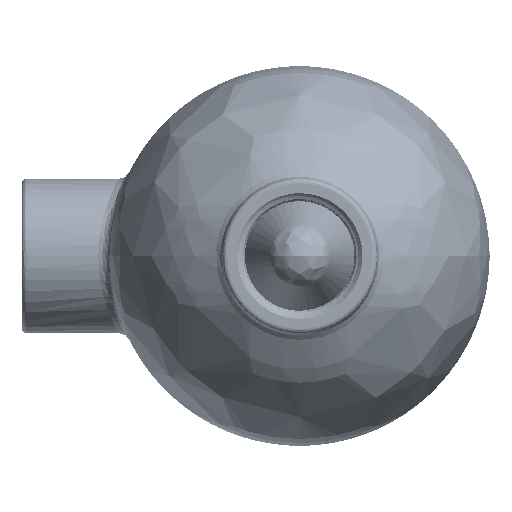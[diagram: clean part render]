
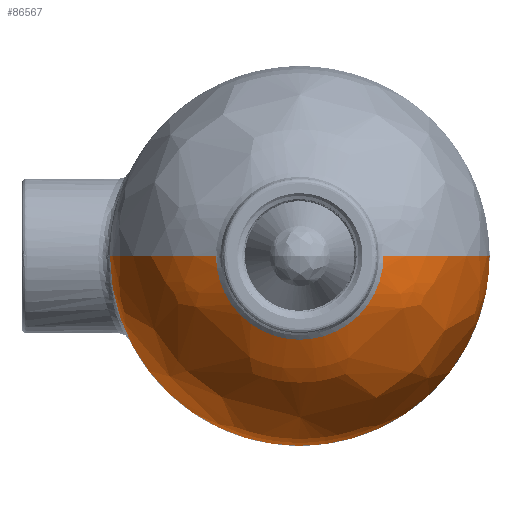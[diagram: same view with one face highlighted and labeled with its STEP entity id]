
A CAD part, left-side view. The second image highlights one B-rep face of the part: STEP entity #86567.
In plain terms, the highlighted free-form (B-spline) face has degree [2, 2] with [5, 3] control points.
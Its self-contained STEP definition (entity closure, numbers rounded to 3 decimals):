
#45419 = VERTEX_POINT('',#45420);
#45420 = CARTESIAN_POINT('',(-123.818,-46.15,0.));
#45425 = EDGE_CURVE('',#45426,#45419,#45428,.T.);
#45426 = VERTEX_POINT('',#45427);
#45427 = CARTESIAN_POINT('',(-123.818,46.15,0.));
#45428 = ( BOUNDED_CURVE() B_SPLINE_CURVE(2,(#45429,#45430,#45431,#45432
,#45433),.UNSPECIFIED.,.F.,.F.) B_SPLINE_CURVE_WITH_KNOTS((3,2,3),(0.,
1.571,3.142),.PIECEWISE_BEZIER_KNOTS.) CURVE() 
GEOMETRIC_REPRESENTATION_ITEM() RATIONAL_B_SPLINE_CURVE((1.,
0.707,1.,0.707,1.)) REPRESENTATION_ITEM('') );
#45429 = CARTESIAN_POINT('',(-123.818,46.15,0.));
#45430 = CARTESIAN_POINT('',(-123.818,46.15,
    -46.15));
#45431 = CARTESIAN_POINT('',(-123.818,0.,
    -46.15));
#45432 = CARTESIAN_POINT('',(-123.818,-46.15,
    -46.15));
#45433 = CARTESIAN_POINT('',(-123.818,-46.15,
    0.));
#86495 = VERTEX_POINT('',#86496);
#86496 = CARTESIAN_POINT('',(-165.229,-20.37,0.));
#86497 = VERTEX_POINT('',#86498);
#86498 = CARTESIAN_POINT('',(-165.229,20.37,0.));
#86538 = EDGE_CURVE('',#45419,#86495,#86539,.T.);
#86539 = ( BOUNDED_CURVE() B_SPLINE_CURVE(2,(#86540,#86541,#86542),
.UNSPECIFIED.,.F.,.F.) B_SPLINE_CURVE_WITH_KNOTS((3,3),(0.,
1.114),.PIECEWISE_BEZIER_KNOTS.) CURVE() 
GEOMETRIC_REPRESENTATION_ITEM() RATIONAL_B_SPLINE_CURVE((1.,
0.849,1.)) REPRESENTATION_ITEM('') );
#86540 = CARTESIAN_POINT('',(-123.818,-46.15,0.));
#86541 = CARTESIAN_POINT('',(-152.548,-46.15,0.));
#86542 = CARTESIAN_POINT('',(-165.229,-20.37,0.));
#86545 = EDGE_CURVE('',#45426,#86497,#86546,.T.);
#86546 = ( BOUNDED_CURVE() B_SPLINE_CURVE(2,(#86547,#86548,#86549),
.UNSPECIFIED.,.F.,.F.) B_SPLINE_CURVE_WITH_KNOTS((3,3),(0.,
1.114),.PIECEWISE_BEZIER_KNOTS.) CURVE() 
GEOMETRIC_REPRESENTATION_ITEM() RATIONAL_B_SPLINE_CURVE((1.,
0.849,1.)) REPRESENTATION_ITEM('') );
#86547 = CARTESIAN_POINT('',(-123.818,46.15,0.));
#86548 = CARTESIAN_POINT('',(-152.548,46.15,0.));
#86549 = CARTESIAN_POINT('',(-165.229,20.37,0.));
#86567 = ADVANCED_FACE('',(#86568),#86581,.T.);
#86568 = FACE_BOUND('',#86569,.T.);
#86569 = EDGE_LOOP('',(#86570,#86571,#86572,#86573));
#86570 = ORIENTED_EDGE('',*,*,#86545,.F.);
#86571 = ORIENTED_EDGE('',*,*,#45425,.T.);
#86572 = ORIENTED_EDGE('',*,*,#86538,.T.);
#86573 = ORIENTED_EDGE('',*,*,#86574,.F.);
#86574 = EDGE_CURVE('',#86497,#86495,#86575,.T.);
#86575 = ( BOUNDED_CURVE() B_SPLINE_CURVE(2,(#86576,#86577,#86578,#86579
,#86580),.UNSPECIFIED.,.F.,.F.) B_SPLINE_CURVE_WITH_KNOTS((3,2,3),(0.,
1.571,3.142),.PIECEWISE_BEZIER_KNOTS.) CURVE() 
GEOMETRIC_REPRESENTATION_ITEM() RATIONAL_B_SPLINE_CURVE((1.,
0.707,1.,0.707,1.)) REPRESENTATION_ITEM('') );
#86576 = CARTESIAN_POINT('',(-165.229,20.37,0.));
#86577 = CARTESIAN_POINT('',(-165.229,20.37,
    -20.37));
#86578 = CARTESIAN_POINT('',(-165.229,0.,
    -20.37));
#86579 = CARTESIAN_POINT('',(-165.229,-20.37,
    -20.37));
#86580 = CARTESIAN_POINT('',(-165.229,-20.37,
    0.));
#86581 = ( BOUNDED_SURFACE() B_SPLINE_SURFACE(2,2,(
    (#86582,#86583,#86584)
    ,(#86585,#86586,#86587)
    ,(#86588,#86589,#86590)
    ,(#86591,#86592,#86593)
    ,(#86594,#86595,#86596
)),.UNSPECIFIED.,.F.,.F.,.F.) B_SPLINE_SURFACE_WITH_KNOTS((3,2,3),(3,3),
  (0.,1.571,3.142),(-1.114,0.),
.PIECEWISE_BEZIER_KNOTS.) GEOMETRIC_REPRESENTATION_ITEM() 
RATIONAL_B_SPLINE_SURFACE((
    (1.,0.849,1.)
    ,(0.707,0.6,0.707)
    ,(1.,0.849,1.)
    ,(0.707,0.6,0.707)
,(1.,0.849,1.))) REPRESENTATION_ITEM('') SURFACE() );
#86582 = CARTESIAN_POINT('',(-165.229,-20.37,0.));
#86583 = CARTESIAN_POINT('',(-152.548,-46.15,0.));
#86584 = CARTESIAN_POINT('',(-123.818,-46.15,0.));
#86585 = CARTESIAN_POINT('',(-165.229,-20.37,
    -20.37));
#86586 = CARTESIAN_POINT('',(-152.548,-46.15,
    -46.15));
#86587 = CARTESIAN_POINT('',(-123.818,-46.15,
    -46.15));
#86588 = CARTESIAN_POINT('',(-165.229,0.,
    -20.37));
#86589 = CARTESIAN_POINT('',(-152.548,0.,
    -46.15));
#86590 = CARTESIAN_POINT('',(-123.818,0.,
    -46.15));
#86591 = CARTESIAN_POINT('',(-165.229,20.37,
    -20.37));
#86592 = CARTESIAN_POINT('',(-152.548,46.15,
    -46.15));
#86593 = CARTESIAN_POINT('',(-123.818,46.15,
    -46.15));
#86594 = CARTESIAN_POINT('',(-165.229,20.37,
    0.));
#86595 = CARTESIAN_POINT('',(-152.548,46.15,
    0.));
#86596 = CARTESIAN_POINT('',(-123.818,46.15,
    0.));
